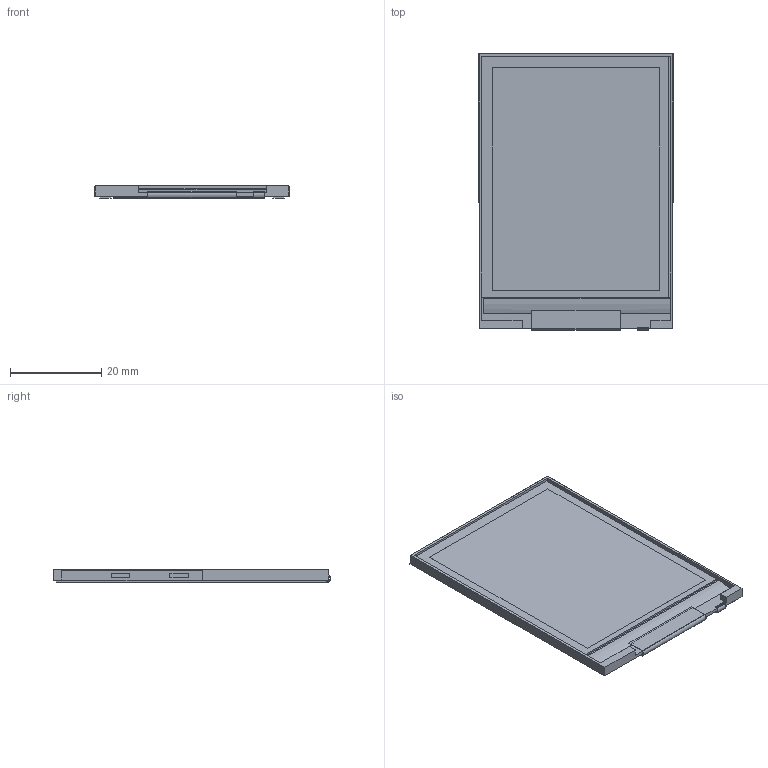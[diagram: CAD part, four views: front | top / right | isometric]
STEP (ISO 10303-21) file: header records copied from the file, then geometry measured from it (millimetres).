
FILE_DESCRIPTION(/* description */ (''),/* implementation_level */ '2;1');
FILE_NAME(/* name */ '2.4 TFT Module.step',/* time_stamp */ '2024-04-04T12:22:48+03:00',/* author */ (''),/* organization */ (''),/* preprocessor_version */ 'ST-DEVELOPER v20',/* originating_system */ 'Autodesk Translation Framework v12.20.1.177',/* authorisation */ '');
FILE_SCHEMA (('AUTOMOTIVE_DESIGN { 1 0 10303 214 3 1 1 }'));
Length unit declared in the file: millimetre
Products named in the file (1): 2.4 TFT Module_2.4in TFT-Tucked Cable
Bounding box: 42.75 x 60.82 x 2.74 mm (x, y, z)
Volume: 4735.7 mm3; surface area: 7646.9 mm2
Topology: 1 solids, 21 shells, 453 faces, 1197 edges, 800 vertices
Faces by surface type: plane 402, bspline 41, cylinder 10
Entity records: 15908 total; most frequent: CARTESIAN_POINT 4555, ORIENTED_EDGE 2394, DIRECTION 1957, EDGE_CURVE 1197, LINE 1087, VECTOR 1087, VERTEX_POINT 800, EDGE_LOOP 481
